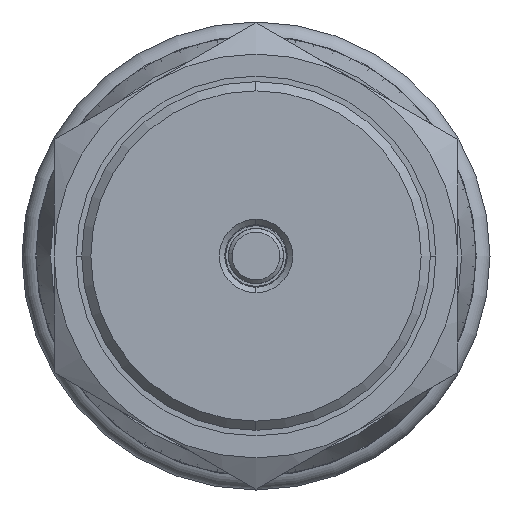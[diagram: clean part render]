
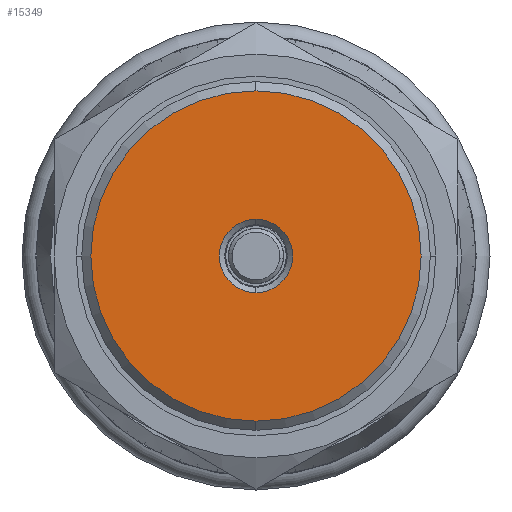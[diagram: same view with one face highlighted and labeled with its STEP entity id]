
A CAD part, left-side view. The second image highlights one B-rep face of the part: STEP entity #15349.
In plain terms, the highlighted planar face has unit normal (-1, 0, 0).
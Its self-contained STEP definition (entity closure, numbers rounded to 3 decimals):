
#2019 = EDGE_LOOP ( 'NONE', ( #3499, #3500 ) ) ;
#2020 = EDGE_LOOP ( 'NONE', ( #3501, #3502 ) ) ;
#2360 = EDGE_CURVE ( 'NONE', #19137, #18983, #19686, .T. ) ;
#2397 = EDGE_CURVE ( 'NONE', #19013, #20136, #8280, .T. ) ;
#3499 = ORIENTED_EDGE ( 'NONE', *, *, #2360, .T. ) ;
#3500 = ORIENTED_EDGE ( 'NONE', *, *, #4538, .T. ) ;
#3501 = ORIENTED_EDGE ( 'NONE', *, *, #4539, .T. ) ;
#3502 = ORIENTED_EDGE ( 'NONE', *, *, #2397, .T. ) ;
#4538 = EDGE_CURVE ( 'NONE', #18983, #19137, #19862, .T. ) ;
#4539 = EDGE_CURVE ( 'NONE', #20136, #19013, #19863, .T. ) ;
#8279 = AXIS2_PLACEMENT_3D ( 'NONE', #23591, #23592, #23593 ) ;
#8280 = CIRCLE ( 'NONE', #8279, 9. ) ;
#13749 = CARTESIAN_POINT ( 'NONE',  ( 0., 0., -2. ) ) ;
#13764 = CARTESIAN_POINT ( 'NONE',  ( 0., 0., 9. ) ) ;
#13826 = CARTESIAN_POINT ( 'NONE',  ( 0., 0., 2. ) ) ;
#13967 = CARTESIAN_POINT ( 'NONE',  ( 0., 0., -9. ) ) ;
#15349 = ADVANCED_FACE ( 'NONE', ( #17980, #17981 ), #17982, .F. ) ;
#17978 = CARTESIAN_POINT ( 'NONE',  ( 0., 1.7, 0. ) ) ;
#17980 = FACE_BOUND ( 'NONE', #2019, .T. ) ;
#17981 = FACE_OUTER_BOUND ( 'NONE', #2020, .T. ) ;
#17982 = PLANE ( 'NONE',  #18476 ) ;
#17984 = DIRECTION ( 'NONE',  ( 1., 0., 0. ) ) ;
#17985 = DIRECTION ( 'NONE',  ( 0., 0., -1. ) ) ;
#18476 = AXIS2_PLACEMENT_3D ( 'NONE', #17978, #17984, #17985 ) ;
#18983 = VERTEX_POINT ( 'NONE', #13749 ) ;
#19013 = VERTEX_POINT ( 'NONE', #13764 ) ;
#19137 = VERTEX_POINT ( 'NONE', #13826 ) ;
#19686 = CIRCLE ( 'NONE', #19689, 2. ) ;
#19689 = AXIS2_PLACEMENT_3D ( 'NONE', #23479, #23480, #23481 ) ;
#19860 = AXIS2_PLACEMENT_3D ( 'NONE', #21461, #21462, #21463 ) ;
#19862 = CIRCLE ( 'NONE', #19860, 2. ) ;
#19863 = CIRCLE ( 'NONE', #19869, 9. ) ;
#19869 = AXIS2_PLACEMENT_3D ( 'NONE', #21464, #21465, #21466 ) ;
#20136 = VERTEX_POINT ( 'NONE', #13967 ) ;
#21461 = CARTESIAN_POINT ( 'NONE',  ( 0., 0., 0. ) ) ;
#21462 = DIRECTION ( 'NONE',  ( 1., 0., 0. ) ) ;
#21463 = DIRECTION ( 'NONE',  ( 0., 0., -1. ) ) ;
#21464 = CARTESIAN_POINT ( 'NONE',  ( 0., 0., 0. ) ) ;
#21465 = DIRECTION ( 'NONE',  ( -1., 0., 0. ) ) ;
#21466 = DIRECTION ( 'NONE',  ( 0., 0., -1. ) ) ;
#23479 = CARTESIAN_POINT ( 'NONE',  ( 0., 0., 0. ) ) ;
#23480 = DIRECTION ( 'NONE',  ( 1., 0., 0. ) ) ;
#23481 = DIRECTION ( 'NONE',  ( 0., 0., -1. ) ) ;
#23591 = CARTESIAN_POINT ( 'NONE',  ( 0., 0., 0. ) ) ;
#23592 = DIRECTION ( 'NONE',  ( -1., 0., 0. ) ) ;
#23593 = DIRECTION ( 'NONE',  ( 0., 0., -1. ) ) ;
